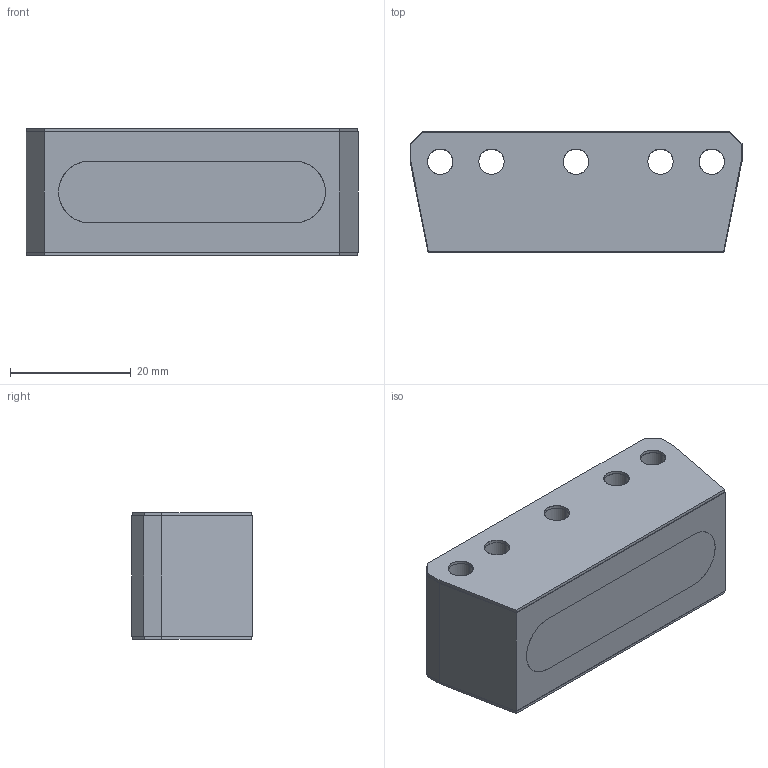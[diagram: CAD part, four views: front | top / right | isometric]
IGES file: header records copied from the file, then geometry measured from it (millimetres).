
Start section: SolidWorks IGES file using analytic representation for surfaces
Global section: file name: 518738_Positionsgeber,_ungeführt_Z-TP1-P07~00.IGS; native system: SolidWorks 2011; preprocessor: SolidWorks 2011; author: widmaier; date: 120604.101731; units: millimetre
Bounding box: 55 x 20 x 21 mm (x, y, z)
Surface area: 15966.6 mm2 (no closed solid volume)
Topology: 0 solids, 0 shells, 118 faces, 1936 edges, 1936 vertices
Faces by surface type: bspline 64, revolution 54
